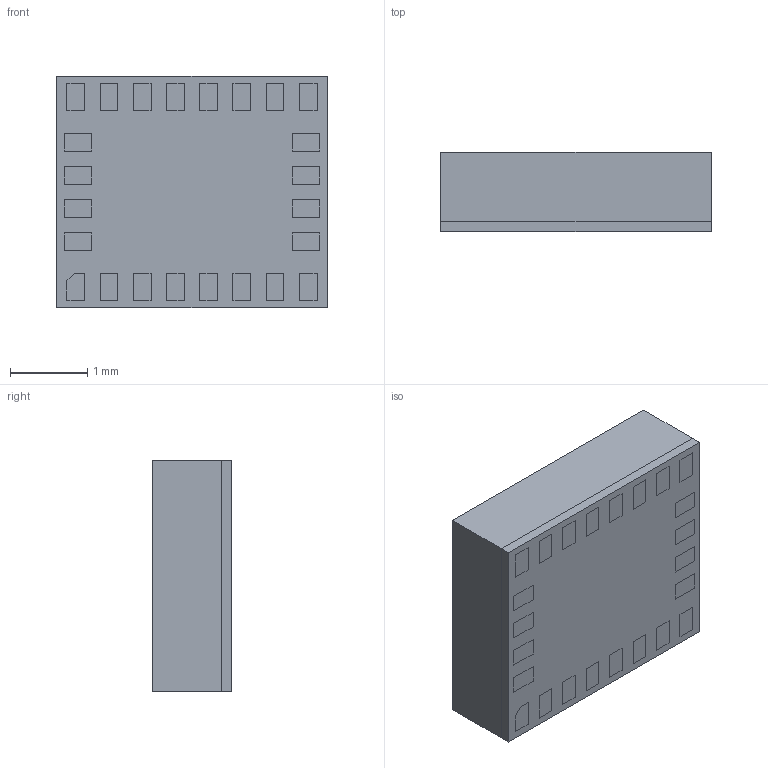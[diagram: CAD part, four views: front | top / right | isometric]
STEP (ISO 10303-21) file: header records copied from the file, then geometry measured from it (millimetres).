
FILE_DESCRIPTION (( 'STEP AP214' ), '1' );
FILE_NAME ('LSM9DS1TR.STEP', '2024-01-23T07:32:20', ( 'LENOVO' ), ( '' ), 'SwSTEP 2.0', 'SolidWorks 2021', '' );
FILE_SCHEMA (( 'AUTOMOTIVE_DESIGN' ));
Length unit declared in the file: millimetre
Products named in the file (1): LSM9DS1TR
Bounding box: 3.5 x 1.03 x 3 mm (x, y, z)
Volume: 10.8 mm3; surface area: 62.3 mm2
Topology: 27 solids, 27 shells, 285 faces, 618 edges, 412 vertices
Faces by surface type: plane 281, cylinder 4
Entity records: 7868 total; most frequent: CARTESIAN_POINT 1316, ORIENTED_EDGE 1236, DIRECTION 1198, EDGE_CURVE 618, VECTOR 610, LINE 610, VERTEX_POINT 412, EDGE_LOOP 310
